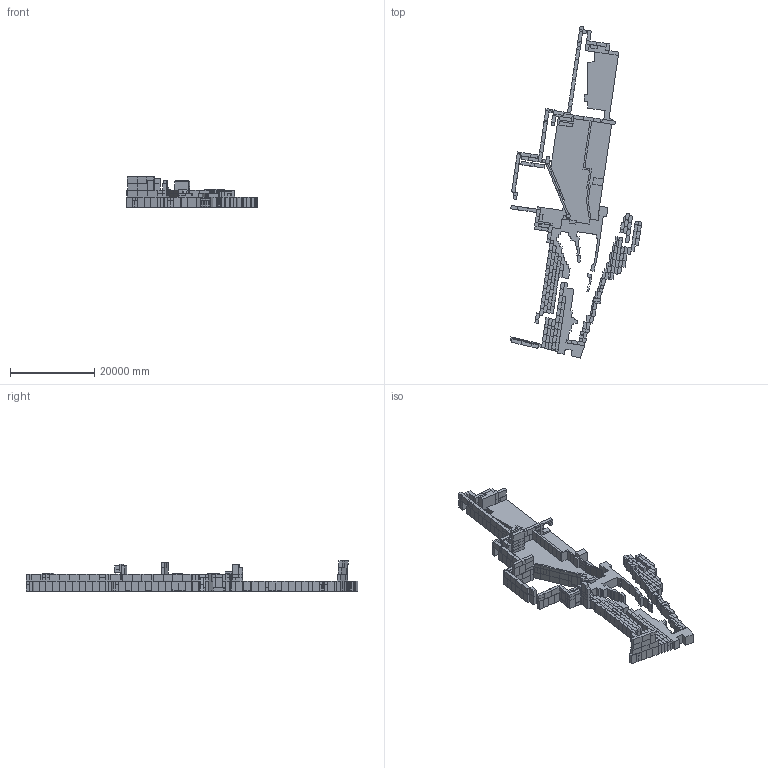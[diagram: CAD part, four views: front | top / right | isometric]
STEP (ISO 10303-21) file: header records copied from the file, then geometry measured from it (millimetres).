
FILE_DESCRIPTION(('CATIA V5-6R2013 STEP','CAx-IF Rec.Pracs.--- Model Styling and Organization---1.4--- 2014-01-23','CAx-IF Rec.Pracs.--- Geometric and Assembly Validation Properties ---4.2---2014-10-09'),'2;1');
FILE_NAME('EAST AREA shielding.stp','2018-11-26T07:35:56+00:00',('none'),('CERN'),'CATIA Version 5-6 Release 2017 SP4','CATIA V5 STEP AP214','none');
FILE_SCHEMA(('AUTOMOTIVE_DESIGN { 1 0 10303 214 1 1 1 1 }'));
Length unit declared in the file: millimetre
Products named in the file (33): ST0581729_01; ST0486271_01; ST0475879_01; ST0261034_01; ST0261046_01; ST0261052_01; ST0257732_03; ST0257733_03; ST0261058_01; ST0261049_01; ST0476329_01; ST0257736_01; ST0261064_01; ST0489335_01; ST0489345_01; ST0489422_01; ST0489438_01; ST0489483_01; ST0490507_01; ST0257734_03; ST0490795_01; ST0491259_01; ST0491270_01; ST0491442_01; ST0491446_01; ST0188964_01; ST0188963_01; ST0188946_01; ST0489617_01; ST0489618_01; ST0489627_01; ST0491424_01; ST0491426_01
Assembly tree (536 placements, depth 5):
  ST0581729_01
    ST0486271_01
      ST0475879_01
        ST0261034_01  x83
        ST0261046_01  x37
        ST0261052_01  x25
        ST0257732_03  x49
        ST0257733_03  x10
        ST0261058_01  x7
        ST0261049_01  x6
        ST0476329_01  x16
        ST0257736_01  x40
        ST0261064_01  x3
        ST0489335_01  x7
        ST0489345_01
        ST0489422_01
        ST0489438_01  x21
        ST0489483_01
        ST0490507_01  x3
        ST0257734_03  x2
        ST0490795_01
        ST0491259_01
        ST0491270_01
        ST0491442_01
      ST0261052_01  x11
      ST0257733_03  x5
      ST0261046_01  x10
      ST0476329_01  x9
      ST0257732_03  x6
      ST0261034_01  x72
      ST0491446_01
        ST0261034_01  x39
        ST0261046_01  x14
        ST0261052_01  x6
        ST0476329_01  x5
        ST0489438_01  x6
        ST0257733_03  x5
        ST0257734_03  x9
        ST0257732_03  x8
        ST0188964_01  x2
          ST0188963_01
          ST0188946_01
        ST0261064_01
    ST0489617_01
      ST0489618_01
      ST0489627_01
      ST0491424_01
      ST0491426_01
Bounding box: 31350.19 x 78935.43 x 7200 mm (x, y, z)
Volume: 1547537865247.8 mm3; surface area: 6363535663.9 mm2
Topology: 784 solids, 784 shells, 13158 faces, 26105 edges, 14521 vertices
Faces by surface type: plane 13038, cylinder 96, sphere 12, torus 12
Entity records: 28728 total; most frequent: CARTESIAN_POINT 4892, DIRECTION 4665, ORIENTED_EDGE 3406, EDGE_CURVE 1703, VECTOR 1639, LINE 1639, AXIS2_PLACEMENT_3D 1545, VERTEX_POINT 1040
